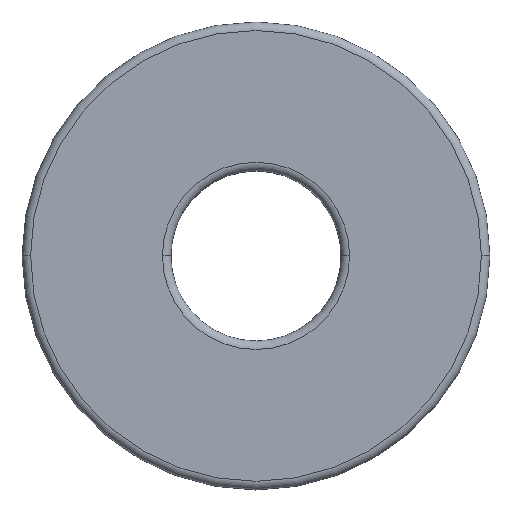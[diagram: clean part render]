
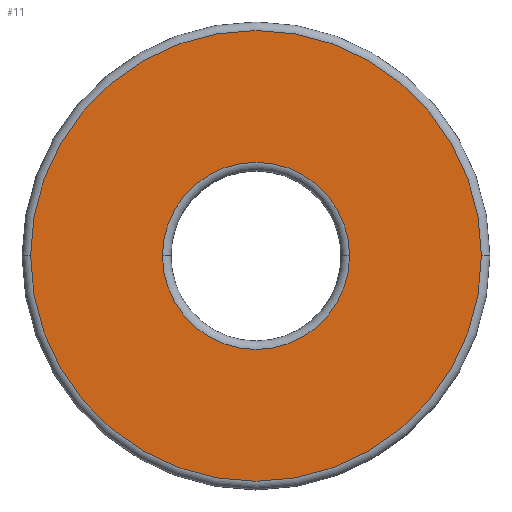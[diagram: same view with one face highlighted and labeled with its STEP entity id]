
A CAD part, top view. The second image highlights one B-rep face of the part: STEP entity #11.
In plain terms, the highlighted planar face has unit normal (0, 0, 1).
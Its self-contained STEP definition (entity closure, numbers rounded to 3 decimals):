
#11 = ADVANCED_FACE ( 'NONE', ( #343, #417 ), #244, .T. ) ;
#12 = VERTEX_POINT ( 'NONE', #234 ) ;
#24 = CARTESIAN_POINT ( 'NONE',  ( 0., 0., 0.779 ) ) ;
#42 = CIRCLE ( 'NONE', #108, 1.179 ) ;
#44 = EDGE_LOOP ( 'NONE', ( #57, #69 ) ) ;
#57 = ORIENTED_EDGE ( 'NONE', *, *, #412, .T. ) ;
#59 = AXIS2_PLACEMENT_3D ( 'NONE', #24, #109, #280 ) ;
#69 = ORIENTED_EDGE ( 'NONE', *, *, #401, .T. ) ;
#72 = ORIENTED_EDGE ( 'NONE', *, *, #364, .T. ) ;
#106 = DIRECTION ( 'NONE',  ( 0., 0., 1. ) ) ;
#108 = AXIS2_PLACEMENT_3D ( 'NONE', #171, #214, #336 ) ;
#109 = DIRECTION ( 'NONE',  ( 0., 0., -1. ) ) ;
#124 = CARTESIAN_POINT ( 'NONE',  ( 0.49, 0., 0.779 ) ) ;
#127 = EDGE_LOOP ( 'NONE', ( #395, #72 ) ) ;
#132 = CIRCLE ( 'NONE', #375, 1.179 ) ;
#171 = CARTESIAN_POINT ( 'NONE',  ( 0., 0., 0.779 ) ) ;
#172 = VERTEX_POINT ( 'NONE', #248 ) ;
#202 = DIRECTION ( 'NONE',  ( 1., 0., 0. ) ) ;
#214 = DIRECTION ( 'NONE',  ( 0., 0., 1. ) ) ;
#217 = CARTESIAN_POINT ( 'NONE',  ( 0., 0., 0.779 ) ) ;
#225 = VERTEX_POINT ( 'NONE', #124 ) ;
#232 = CIRCLE ( 'NONE', #59, 0.49 ) ;
#234 = CARTESIAN_POINT ( 'NONE',  ( -1.179, 0., 0.779 ) ) ;
#241 = CARTESIAN_POINT ( 'NONE',  ( 0., 0., 0.779 ) ) ;
#244 = PLANE ( 'NONE',  #300 ) ;
#245 = DIRECTION ( 'NONE',  ( 0., 0., -1. ) ) ;
#248 = CARTESIAN_POINT ( 'NONE',  ( -0.49, 0., 0.779 ) ) ;
#260 = AXIS2_PLACEMENT_3D ( 'NONE', #241, #245, #379 ) ;
#269 = EDGE_CURVE ( 'NONE', #365, #12, #132, .T. ) ;
#280 = DIRECTION ( 'NONE',  ( 1., 0., 0. ) ) ;
#300 = AXIS2_PLACEMENT_3D ( 'NONE', #312, #106, #202 ) ;
#306 = CARTESIAN_POINT ( 'NONE',  ( 1.179, 0., 0.779 ) ) ;
#312 = CARTESIAN_POINT ( 'NONE',  ( 0., 0., 0.779 ) ) ;
#336 = DIRECTION ( 'NONE',  ( 1., 0., 0. ) ) ;
#343 = FACE_BOUND ( 'NONE', #44, .T. ) ;
#349 = DIRECTION ( 'NONE',  ( 0., 0., 1. ) ) ;
#352 = DIRECTION ( 'NONE',  ( 1., 0., 0. ) ) ;
#360 = CIRCLE ( 'NONE', #260, 0.49 ) ;
#364 = EDGE_CURVE ( 'NONE', #12, #365, #42, .T. ) ;
#365 = VERTEX_POINT ( 'NONE', #306 ) ;
#375 = AXIS2_PLACEMENT_3D ( 'NONE', #217, #349, #352 ) ;
#379 = DIRECTION ( 'NONE',  ( 1., 0., 0. ) ) ;
#395 = ORIENTED_EDGE ( 'NONE', *, *, #269, .T. ) ;
#401 = EDGE_CURVE ( 'NONE', #172, #225, #360, .T. ) ;
#412 = EDGE_CURVE ( 'NONE', #225, #172, #232, .T. ) ;
#417 = FACE_OUTER_BOUND ( 'NONE', #127, .T. ) ;
